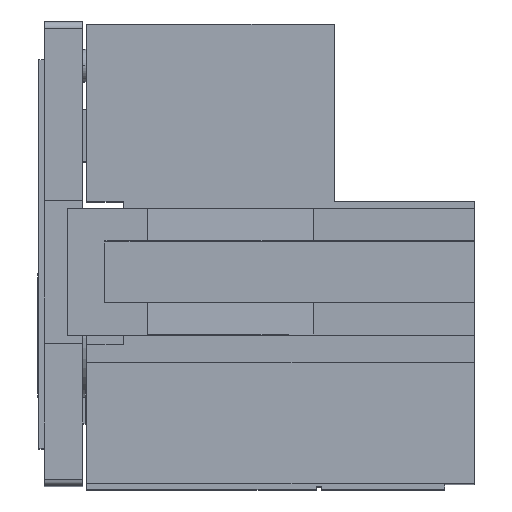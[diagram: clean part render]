
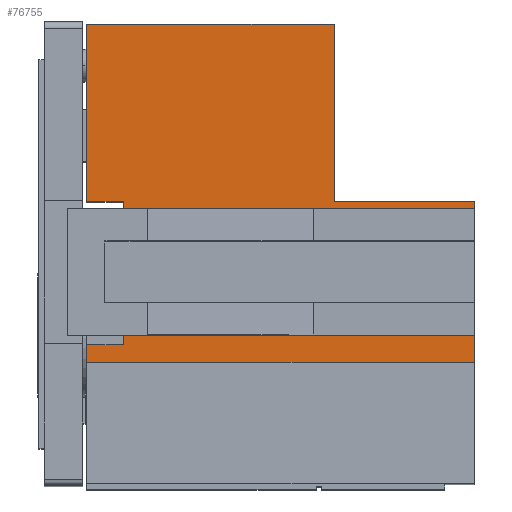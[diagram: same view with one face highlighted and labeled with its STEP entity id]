
A CAD part, top view. The second image highlights one B-rep face of the part: STEP entity #76755.
In plain terms, the highlighted planar face has unit normal (0, 0, 1).
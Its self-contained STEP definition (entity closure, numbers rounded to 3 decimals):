
#2368 = VERTEX_POINT ( 'NONE', #49871 ) ;
#2638 = CARTESIAN_POINT ( 'NONE',  ( 0., 13.4, 31.325 ) ) ;
#2977 = DIRECTION ( 'NONE',  ( 0., 1., 0. ) ) ;
#3372 = CARTESIAN_POINT ( 'NONE',  ( 18.4, 13.05, 31.325 ) ) ;
#3515 = LINE ( 'NONE', #51263, #35392 ) ;
#4496 = LINE ( 'NONE', #35027, #70624 ) ;
#5059 = ORIENTED_EDGE ( 'NONE', *, *, #26913, .F. ) ;
#6163 = EDGE_CURVE ( 'NONE', #17618, #54627, #44819, .T. ) ;
#7731 = EDGE_CURVE ( 'NONE', #2368, #67667, #3515, .T. ) ;
#8129 = LINE ( 'NONE', #48853, #76667 ) ;
#8771 = EDGE_CURVE ( 'NONE', #21109, #47987, #11077, .T. ) ;
#11077 = LINE ( 'NONE', #45961, #45452 ) ;
#12364 = CARTESIAN_POINT ( 'NONE',  ( 11.75, 13.4, 31.325 ) ) ;
#12757 = VERTEX_POINT ( 'NONE', #12935 ) ;
#12935 = CARTESIAN_POINT ( 'NONE',  ( 0., 5.75, 31.325 ) ) ;
#13144 = CARTESIAN_POINT ( 'NONE',  ( 18.4, 5.75, 31.325 ) ) ;
#13590 = VERTEX_POINT ( 'NONE', #13144 ) ;
#14660 = ORIENTED_EDGE ( 'NONE', *, *, #46025, .F. ) ;
#15478 = LINE ( 'NONE', #44857, #75570 ) ;
#16377 = VECTOR ( 'NONE', #19612, 1000. ) ;
#17479 = VERTEX_POINT ( 'NONE', #27670 ) ;
#17618 = VERTEX_POINT ( 'NONE', #54216 ) ;
#19612 = DIRECTION ( 'NONE',  ( 0., 1., 0. ) ) ;
#19891 = CARTESIAN_POINT ( 'NONE',  ( 0., 5.75, 31.325 ) ) ;
#19929 = EDGE_CURVE ( 'NONE', #17479, #64237, #70938, .T. ) ;
#20390 = ORIENTED_EDGE ( 'NONE', *, *, #72666, .T. ) ;
#20517 = ORIENTED_EDGE ( 'NONE', *, *, #8771, .F. ) ;
#21109 = VERTEX_POINT ( 'NONE', #73263 ) ;
#22775 = VECTOR ( 'NONE', #2977, 1000. ) ;
#23011 = PLANE ( 'NONE',  #61398 ) ;
#23482 = VECTOR ( 'NONE', #36241, 1000. ) ;
#23591 = DIRECTION ( 'NONE',  ( 1., 0., 0. ) ) ;
#23775 = CARTESIAN_POINT ( 'NONE',  ( 0., 21.8, 31.325 ) ) ;
#24407 = CARTESIAN_POINT ( 'NONE',  ( 18.4, 21.8, 31.325 ) ) ;
#26340 = ORIENTED_EDGE ( 'NONE', *, *, #64010, .F. ) ;
#26913 = EDGE_CURVE ( 'NONE', #12757, #41883, #43876, .T. ) ;
#27670 = CARTESIAN_POINT ( 'NONE',  ( 11.75, 13.4, 31.325 ) ) ;
#27749 = EDGE_CURVE ( 'NONE', #73298, #41883, #4496, .T. ) ;
#28122 = DIRECTION ( 'NONE',  ( 0., 0., -1. ) ) ;
#29523 = VERTEX_POINT ( 'NONE', #54194 ) ;
#31950 = LINE ( 'NONE', #12364, #23482 ) ;
#32918 = CARTESIAN_POINT ( 'NONE',  ( 1.75, 6.6, 31.325 ) ) ;
#33371 = EDGE_LOOP ( 'NONE', ( #43745, #71040, #49585, #40940, #5059, #72925, #20390, #14660, #66961, #45200, #47680, #76161, #26340, #20517 ) ) ;
#34973 = DIRECTION ( 'NONE',  ( 1., 0., 0. ) ) ;
#35027 = CARTESIAN_POINT ( 'NONE',  ( 1.75, 6.6, 31.325 ) ) ;
#35340 = CARTESIAN_POINT ( 'NONE',  ( 18.4, 13.4, 31.325 ) ) ;
#35392 = VECTOR ( 'NONE', #75128, 1000. ) ;
#36241 = DIRECTION ( 'NONE',  ( 0., -1., 0. ) ) ;
#38438 = EDGE_CURVE ( 'NONE', #12757, #13590, #73511, .T. ) ;
#40534 = VECTOR ( 'NONE', #63229, 1000. ) ;
#40940 = ORIENTED_EDGE ( 'NONE', *, *, #27749, .T. ) ;
#41167 = LINE ( 'NONE', #48976, #61729 ) ;
#41779 = FACE_OUTER_BOUND ( 'NONE', #33371, .T. ) ;
#41883 = VERTEX_POINT ( 'NONE', #58364 ) ;
#42912 = EDGE_CURVE ( 'NONE', #67667, #29523, #8129, .T. ) ;
#43745 = ORIENTED_EDGE ( 'NONE', *, *, #44323, .F. ) ;
#43776 = DIRECTION ( 'NONE',  ( 1., 0., 0. ) ) ;
#43876 = LINE ( 'NONE', #54066, #16377 ) ;
#44323 = EDGE_CURVE ( 'NONE', #54627, #21109, #15478, .T. ) ;
#44819 = LINE ( 'NONE', #51079, #57111 ) ;
#44857 = CARTESIAN_POINT ( 'NONE',  ( 0., 21.8, 31.325 ) ) ;
#45200 = ORIENTED_EDGE ( 'NONE', *, *, #42912, .T. ) ;
#45452 = VECTOR ( 'NONE', #34973, 1000. ) ;
#45617 = CARTESIAN_POINT ( 'NONE',  ( 15.07, 7.05, 31.325 ) ) ;
#45961 = CARTESIAN_POINT ( 'NONE',  ( 0., 21.8, 31.325 ) ) ;
#46025 = EDGE_CURVE ( 'NONE', #2368, #61985, #69088, .T. ) ;
#47680 = ORIENTED_EDGE ( 'NONE', *, *, #71518, .T. ) ;
#47987 = VERTEX_POINT ( 'NONE', #69776 ) ;
#48853 = CARTESIAN_POINT ( 'NONE',  ( 18.4, 13.05, 31.325 ) ) ;
#48976 = CARTESIAN_POINT ( 'NONE',  ( 1.75, 13.4, 31.325 ) ) ;
#49585 = ORIENTED_EDGE ( 'NONE', *, *, #74134, .F. ) ;
#49871 = CARTESIAN_POINT ( 'NONE',  ( 15.07, 7.05, 31.325 ) ) ;
#51079 = CARTESIAN_POINT ( 'NONE',  ( 1.75, 13.4, 31.325 ) ) ;
#51263 = CARTESIAN_POINT ( 'NONE',  ( 15.07, 7.05, 31.325 ) ) ;
#52763 = DIRECTION ( 'NONE',  ( -1., 0., 0. ) ) ;
#54066 = CARTESIAN_POINT ( 'NONE',  ( 0., 21.8, 31.325 ) ) ;
#54194 = CARTESIAN_POINT ( 'NONE',  ( 18.4, 13.05, 31.325 ) ) ;
#54216 = CARTESIAN_POINT ( 'NONE',  ( 1.75, 13.4, 31.325 ) ) ;
#54627 = VERTEX_POINT ( 'NONE', #2638 ) ;
#56271 = DIRECTION ( 'NONE',  ( 1., 0., 0. ) ) ;
#56989 = LINE ( 'NONE', #3372, #22775 ) ;
#57111 = VECTOR ( 'NONE', #68656, 1000. ) ;
#57337 = CARTESIAN_POINT ( 'NONE',  ( 18.4, 13.4, 31.325 ) ) ;
#58364 = CARTESIAN_POINT ( 'NONE',  ( 0., 6.6, 31.325 ) ) ;
#58594 = CARTESIAN_POINT ( 'NONE',  ( 18.4, 7.05, 31.325 ) ) ;
#59984 = VECTOR ( 'NONE', #23591, 1000. ) ;
#60015 = DIRECTION ( 'NONE',  ( 0., 1., 0. ) ) ;
#61398 = AXIS2_PLACEMENT_3D ( 'NONE', #23775, #28122, #52763 ) ;
#61729 = VECTOR ( 'NONE', #66971, 1000. ) ;
#61985 = VERTEX_POINT ( 'NONE', #58594 ) ;
#63229 = DIRECTION ( 'NONE',  ( 1., 0., 0. ) ) ;
#63973 = DIRECTION ( 'NONE',  ( 0., 1., 0. ) ) ;
#64010 = EDGE_CURVE ( 'NONE', #47987, #17479, #31950, .T. ) ;
#64237 = VERTEX_POINT ( 'NONE', #57337 ) ;
#64423 = VECTOR ( 'NONE', #43776, 1000. ) ;
#65498 = LINE ( 'NONE', #24407, #70351 ) ;
#66961 = ORIENTED_EDGE ( 'NONE', *, *, #7731, .T. ) ;
#66971 = DIRECTION ( 'NONE',  ( 0., 1., 0. ) ) ;
#67667 = VERTEX_POINT ( 'NONE', #70509 ) ;
#68656 = DIRECTION ( 'NONE',  ( -1., 0., 0. ) ) ;
#69088 = LINE ( 'NONE', #45617, #40534 ) ;
#69776 = CARTESIAN_POINT ( 'NONE',  ( 11.75, 21.8, 31.325 ) ) ;
#70351 = VECTOR ( 'NONE', #60015, 1000. ) ;
#70509 = CARTESIAN_POINT ( 'NONE',  ( 15.07, 13.05, 31.325 ) ) ;
#70624 = VECTOR ( 'NONE', #76907, 1000. ) ;
#70938 = LINE ( 'NONE', #35340, #59984 ) ;
#71040 = ORIENTED_EDGE ( 'NONE', *, *, #6163, .F. ) ;
#71518 = EDGE_CURVE ( 'NONE', #29523, #64237, #56989, .T. ) ;
#72666 = EDGE_CURVE ( 'NONE', #13590, #61985, #65498, .T. ) ;
#72925 = ORIENTED_EDGE ( 'NONE', *, *, #38438, .T. ) ;
#73263 = CARTESIAN_POINT ( 'NONE',  ( 0., 21.8, 31.325 ) ) ;
#73298 = VERTEX_POINT ( 'NONE', #32918 ) ;
#73511 = LINE ( 'NONE', #19891, #64423 ) ;
#74134 = EDGE_CURVE ( 'NONE', #73298, #17618, #41167, .T. ) ;
#75128 = DIRECTION ( 'NONE',  ( 0., 1., 0. ) ) ;
#75570 = VECTOR ( 'NONE', #63973, 1000. ) ;
#76161 = ORIENTED_EDGE ( 'NONE', *, *, #19929, .F. ) ;
#76667 = VECTOR ( 'NONE', #56271, 1000. ) ;
#76755 = ADVANCED_FACE ( 'NONE', ( #41779 ), #23011, .F. ) ;
#76907 = DIRECTION ( 'NONE',  ( -1., 0., 0. ) ) ;
